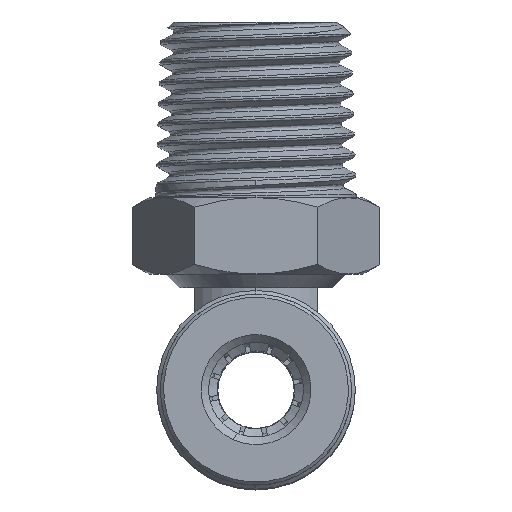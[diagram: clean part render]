
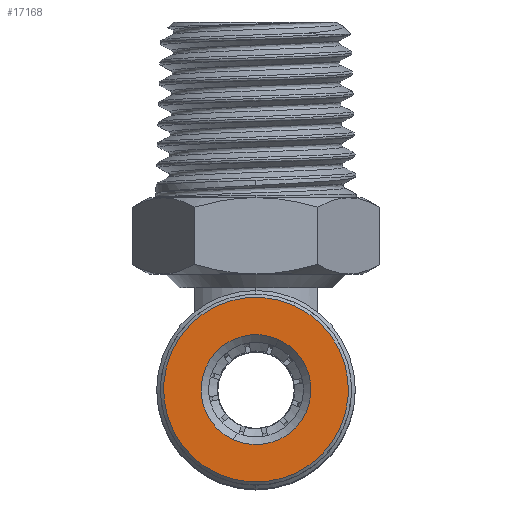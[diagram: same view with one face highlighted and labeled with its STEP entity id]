
A CAD part, top view. The second image highlights one B-rep face of the part: STEP entity #17168.
In plain terms, the highlighted planar face has unit normal (0, 0, 1).
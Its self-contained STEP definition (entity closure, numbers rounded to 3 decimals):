
#67 = CIRCLE ( 'NONE', #32395, 3.6 ) ;
#2252 = AXIS2_PLACEMENT_3D ( 'NONE', #23118, #2770, #26549 ) ;
#2471 = EDGE_CURVE ( 'NONE', #26208, #14774, #43473, .T. ) ;
#2770 = DIRECTION ( 'NONE',  ( 0., 0., -1. ) ) ;
#3088 = DIRECTION ( 'NONE',  ( 0., 0., 1. ) ) ;
#3105 = CARTESIAN_POINT ( 'NONE',  ( 0., 0., 15.7 ) ) ;
#4043 = VERTEX_POINT ( 'NONE', #18333 ) ;
#4185 = DIRECTION ( 'NONE',  ( 0., 0., -1. ) ) ;
#7755 = PLANE ( 'NONE',  #8135 ) ;
#8135 = AXIS2_PLACEMENT_3D ( 'NONE', #38452, #18129, #41810 ) ;
#8244 = EDGE_LOOP ( 'NONE', ( #27826, #23027 ) ) ;
#14216 = DIRECTION ( 'NONE',  ( 0., 0., 1. ) ) ;
#14774 = VERTEX_POINT ( 'NONE', #15646 ) ;
#15574 = FACE_OUTER_BOUND ( 'NONE', #34819, .T. ) ;
#15646 = CARTESIAN_POINT ( 'NONE',  ( 2.481, 5.518, 15.7 ) ) ;
#17168 = ADVANCED_FACE ( 'NONE', ( #25715, #15574 ), #7755, .T. ) ;
#18129 = DIRECTION ( 'NONE',  ( 0., 0., 1. ) ) ;
#18333 = CARTESIAN_POINT ( 'NONE',  ( -1.476, -3.284, 15.7 ) ) ;
#22363 = AXIS2_PLACEMENT_3D ( 'NONE', #34558, #14216, #37964 ) ;
#23027 = ORIENTED_EDGE ( 'NONE', *, *, #31651, .T. ) ;
#23118 = CARTESIAN_POINT ( 'NONE',  ( 0., 0., 15.7 ) ) ;
#23974 = CARTESIAN_POINT ( 'NONE',  ( 1.476, 3.284, 15.7 ) ) ;
#24545 = CARTESIAN_POINT ( 'NONE',  ( 0., 0., 15.7 ) ) ;
#25715 = FACE_BOUND ( 'NONE', #8244, .T. ) ;
#26208 = VERTEX_POINT ( 'NONE', #41484 ) ;
#26549 = DIRECTION ( 'NONE',  ( -0.41, -0.912, 0. ) ) ;
#27106 = CIRCLE ( 'NONE', #2252, 3.6 ) ;
#27826 = ORIENTED_EDGE ( 'NONE', *, *, #30752, .T. ) ;
#27954 = DIRECTION ( 'NONE',  ( -0.41, -0.912, 0. ) ) ;
#28637 = DIRECTION ( 'NONE',  ( 0.41, 0.912, 0. ) ) ;
#29552 = EDGE_CURVE ( 'NONE', #14774, #26208, #32880, .T. ) ;
#30752 = EDGE_CURVE ( 'NONE', #4043, #33394, #67, .T. ) ;
#31651 = EDGE_CURVE ( 'NONE', #33394, #4043, #27106, .T. ) ;
#32395 = AXIS2_PLACEMENT_3D ( 'NONE', #24545, #4185, #27954 ) ;
#32619 = ORIENTED_EDGE ( 'NONE', *, *, #2471, .T. ) ;
#32880 = CIRCLE ( 'NONE', #22363, 6.05 ) ;
#33394 = VERTEX_POINT ( 'NONE', #23974 ) ;
#34558 = CARTESIAN_POINT ( 'NONE',  ( 0., 0., 15.7 ) ) ;
#34819 = EDGE_LOOP ( 'NONE', ( #35260, #32619 ) ) ;
#35260 = ORIENTED_EDGE ( 'NONE', *, *, #29552, .T. ) ;
#37964 = DIRECTION ( 'NONE',  ( 0.41, 0.912, 0. ) ) ;
#38452 = CARTESIAN_POINT ( 'NONE',  ( 0., 0., 15.7 ) ) ;
#41484 = CARTESIAN_POINT ( 'NONE',  ( -2.481, -5.518, 15.7 ) ) ;
#41810 = DIRECTION ( 'NONE',  ( -0.41, -0.912, 0. ) ) ;
#42701 = AXIS2_PLACEMENT_3D ( 'NONE', #3105, #3088, #28637 ) ;
#43473 = CIRCLE ( 'NONE', #42701, 6.05 ) ;
